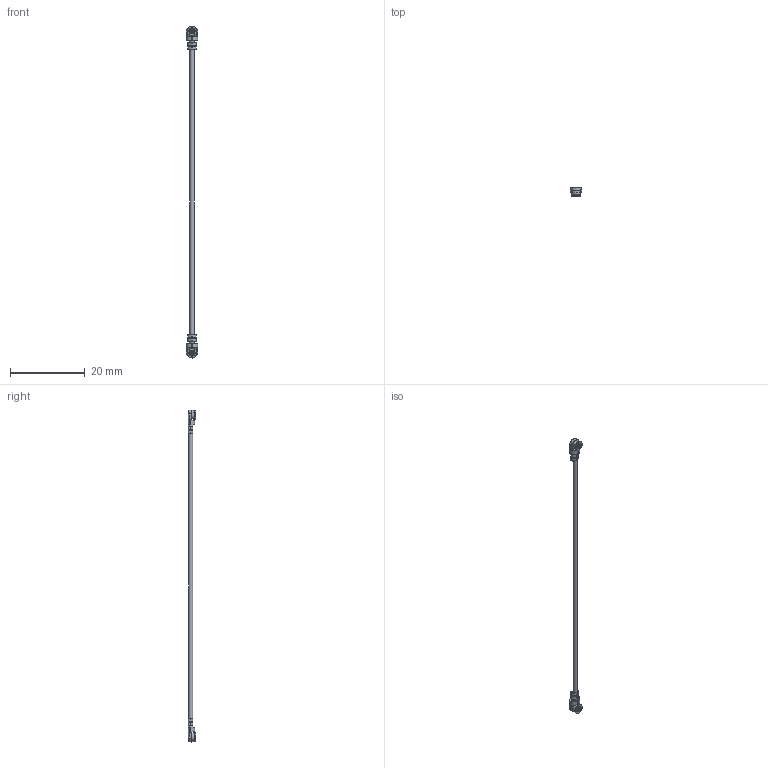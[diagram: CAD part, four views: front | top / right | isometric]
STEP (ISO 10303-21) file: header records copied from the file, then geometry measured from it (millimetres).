
FILE_DESCRIPTION (( 'STEP AP203' ), '1' );
FILE_NAME ('FMCA1052_3D.step', '2021-04-15T21:35:17', ( '' ), ( '' ), 'SwSTEP 2.0', 'SolidWorks 2020', '' );
FILE_SCHEMA (( 'CONFIG_CONTROL_DESIGN' ));
Length unit declared in the file: inch
Products named in the file (3): 1.13mm Coax^FMCA1052_RG178B-U; FMCA1052_3D; UMCX2.5
Assembly tree (3 placements, depth 2):
  FMCA1052_3D
    1.13mm Coax^FMCA1052_RG178B-U
    UMCX2.5  x2
Bounding box: 3.05 x 2.08 x 88.98 mm (x, y, z)
Volume: 108.8 mm3; surface area: 476 mm2
Topology: 3 solids, 3 shells, 237 faces, 636 edges, 411 vertices
Faces by surface type: plane 138, cylinder 99
Full cylindrical faces by diameter (mm): 1.118 x2, 1.13 x1, 1.651 x2, 2.362 x2, 2.616 x2
Entity records: 4271 total; most frequent: CARTESIAN_POINT 998, ORIENTED_EDGE 622, DIRECTION 610, EDGE_CURVE 311, AXIS2_PLACEMENT_3D 215, VERTEX_POINT 203, LINE 180, VECTOR 180
